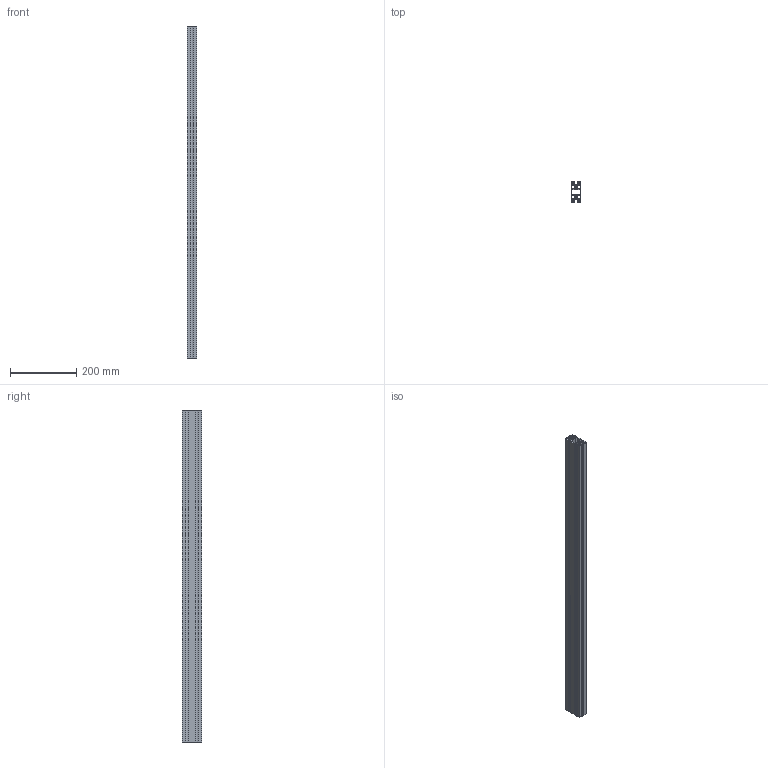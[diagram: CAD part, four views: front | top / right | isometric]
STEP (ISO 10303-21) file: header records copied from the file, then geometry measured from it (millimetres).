
FILE_DESCRIPTION (( 'STEP AP203' ), '1' );
FILE_NAME ('ALF-3060-6G.step', '2024-08-07T10:23:48', ( '' ), ( '' ), 'SwSTEP 2.0', 'SolidWorks 2022', '' );
FILE_SCHEMA (( 'CONFIG_CONTROL_DESIGN' ));
Length unit declared in the file: millimetre
Products named in the file (1): ALF-3060-6G
Bounding box: 30 x 60 x 1000 mm (x, y, z)
Volume: 660843.9 mm3; surface area: 524602.4 mm2
Topology: 1 solids, 1 shells, 80 faces, 234 edges, 156 vertices
Faces by surface type: plane 54, cylinder 26
Entity records: 2755 total; most frequent: CARTESIAN_POINT 471, ORIENTED_EDGE 468, DIRECTION 448, EDGE_CURVE 234, LINE 182, VECTOR 182, VERTEX_POINT 156, AXIS2_PLACEMENT_3D 133
